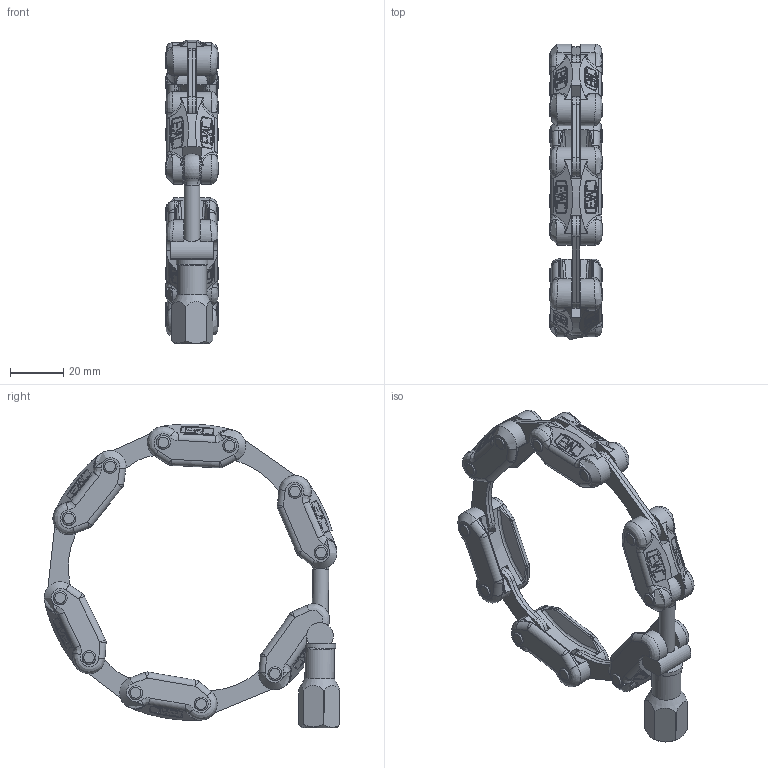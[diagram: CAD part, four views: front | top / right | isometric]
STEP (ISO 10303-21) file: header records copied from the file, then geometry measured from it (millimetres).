
FILE_DESCRIPTION(/* description */ (''),/* implementation_level */ '2;1');
FILE_NAME(/* name */ '30.063006.151.663',/* time_stamp */ '2018-07-17T13:25:35+02:00',/* author */ ('Murat Coskun Bicak'),/* organization */ ('Evac AG'),/* preprocessor_version */ 'ST-DEVELOPER v16.7',/* originating_system */ 'DEX',/* authorisation */ $);
FILE_SCHEMA (('AUTOMOTIVE_DESIGN {1 0 10303 214 3 1 1}'));
Length unit declared in the file: millimetre
Products named in the file (11): 30.063006.151.663; 03.230.011-ST; 03.020.008-ST; 03.230.010-ST; 03.230.012-ST; 03.034.007-IXMY; 03.030.030-IX; 03.030.022-IX; 03.036.004-IX; 00.1506.00-IXMY; 03.037.004-IX
Assembly tree (31 placements, depth 2):
  30.063006.151.663
    03.230.011-ST
    03.020.008-ST  x11
    03.230.010-ST  x4
    03.230.012-ST
    03.034.007-IXMY
    03.030.030-IX  x6
    03.030.022-IX  x4
    03.036.004-IX
    00.1506.00-IXMY
    03.037.004-IX
Bounding box: 20 x 111.26 x 114.39 mm (x, y, z)
Volume: 46372.8 mm3; surface area: 33775.6 mm2
Topology: 31 solids, 31 shells, 2696 faces, 6769 edges, 4063 vertices
Faces by surface type: cylinder 1182, plane 853, sphere 319, torus 178, bspline 156, cone 8
Full cylindrical faces by diameter (mm): 4.917 x1, 5 x32, 5.2 x22, 6 x1, 6.2 x1, 6.4 x1, 8 x1, 11 x1, 12 x1
Entity records: 35855 total; most frequent: CARTESIAN_POINT 10285, ORIENTED_EDGE 5286, DIRECTION 5199, EDGE_CURVE 2643, AXIS2_PLACEMENT_3D 1912, VERTEX_POINT 1651, LINE 1375, VECTOR 1375
